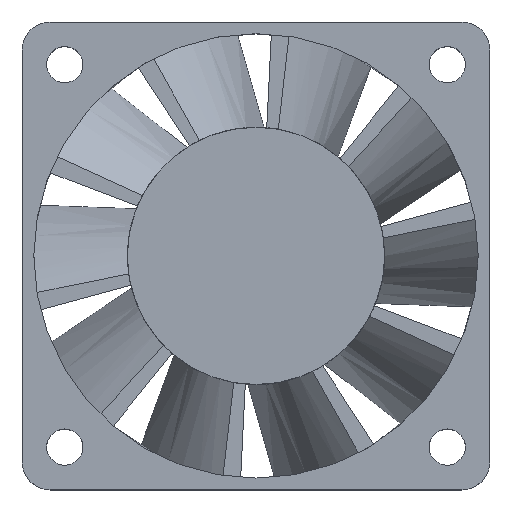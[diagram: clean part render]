
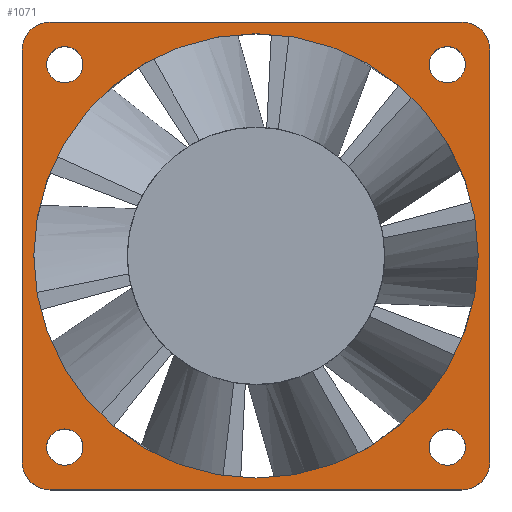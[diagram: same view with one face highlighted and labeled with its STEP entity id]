
A CAD part, top view. The second image highlights one B-rep face of the part: STEP entity #1071.
In plain terms, the highlighted planar face has unit normal (0, 0, 1).
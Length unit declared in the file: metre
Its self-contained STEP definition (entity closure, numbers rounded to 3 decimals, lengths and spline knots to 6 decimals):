
#95=CIRCLE('',#1136,0.0024);
#97=CIRCLE('',#1139,0.0024);
#99=CIRCLE('',#1143,0.0024);
#100=CIRCLE('',#1145,0.00155);
#102=CIRCLE('',#1148,0.00155);
#104=CIRCLE('',#1151,0.00155);
#124=CIRCLE('',#1172,0.019);
#127=CIRCLE('',#1176,0.0024);
#128=CIRCLE('',#1178,0.00155);
#248=ORIENTED_EDGE('',*,*,#484,.F.);
#249=ORIENTED_EDGE('',*,*,#487,.T.);
#250=ORIENTED_EDGE('',*,*,#464,.F.);
#251=ORIENTED_EDGE('',*,*,#490,.F.);
#252=ORIENTED_EDGE('',*,*,#493,.T.);
#253=ORIENTED_EDGE('',*,*,#495,.F.);
#254=ORIENTED_EDGE('',*,*,#468,.T.);
#255=ORIENTED_EDGE('',*,*,#541,.F.);
#256=ORIENTED_EDGE('',*,*,#538,.F.);
#257=ORIENTED_EDGE('',*,*,#500,.F.);
#258=ORIENTED_EDGE('',*,*,#498,.F.);
#259=ORIENTED_EDGE('',*,*,#496,.F.);
#260=ORIENTED_EDGE('',*,*,#542,.F.);
#464=EDGE_CURVE('',#620,#621,#728,.T.);
#468=EDGE_CURVE('',#625,#624,#732,.T.);
#484=EDGE_CURVE('',#636,#637,#740,.T.);
#487=EDGE_CURVE('',#636,#621,#95,.T.);
#490=EDGE_CURVE('',#639,#620,#97,.F.);
#493=EDGE_CURVE('',#639,#641,#745,.T.);
#495=EDGE_CURVE('',#625,#641,#99,.F.);
#496=EDGE_CURVE('',#642,#642,#100,.T.);
#498=EDGE_CURVE('',#644,#644,#102,.T.);
#500=EDGE_CURVE('',#646,#646,#104,.T.);
#538=EDGE_CURVE('',#684,#684,#124,.T.);
#541=EDGE_CURVE('',#637,#624,#127,.F.);
#542=EDGE_CURVE('',#686,#686,#128,.T.);
#620=VERTEX_POINT('',#1483);
#621=VERTEX_POINT('',#1485);
#624=VERTEX_POINT('',#1492);
#625=VERTEX_POINT('',#1494);
#636=VERTEX_POINT('',#1562);
#637=VERTEX_POINT('',#1564);
#639=VERTEX_POINT('',#1573);
#641=VERTEX_POINT('',#1579);
#642=VERTEX_POINT('',#1586);
#644=VERTEX_POINT('',#1591);
#646=VERTEX_POINT('',#1596);
#684=VERTEX_POINT('',#1745);
#686=VERTEX_POINT('',#1753);
#728=LINE('',#1484,#784);
#732=LINE('',#1493,#788);
#740=LINE('',#1563,#796);
#745=LINE('',#1580,#801);
#784=VECTOR('',#1229,1.);
#788=VECTOR('',#1235,1.);
#796=VECTOR('',#1257,1.);
#801=VECTOR('',#1276,1.);
#870=EDGE_LOOP('',(#248,#249,#250,#251,#252,#253,#254,#255));
#871=EDGE_LOOP('',(#256));
#872=EDGE_LOOP('',(#257));
#873=EDGE_LOOP('',(#258));
#874=EDGE_LOOP('',(#259));
#875=EDGE_LOOP('',(#260));
#964=FACE_BOUND('',#870,.T.);
#965=FACE_BOUND('',#871,.T.);
#966=FACE_BOUND('',#872,.T.);
#967=FACE_BOUND('',#873,.T.);
#968=FACE_BOUND('',#874,.T.);
#969=FACE_BOUND('',#875,.T.);
#1032=PLANE('',#1180);
#1071=ADVANCED_FACE('',(#964,#965,#966,#967,#968,#969),#1032,.T.);
#1136=AXIS2_PLACEMENT_3D('',#1568,#1263,#1264);
#1139=AXIS2_PLACEMENT_3D('',#1574,#1270,#1271);
#1143=AXIS2_PLACEMENT_3D('',#1583,#1281,#1282);
#1145=AXIS2_PLACEMENT_3D('',#1585,#1285,#1286);
#1148=AXIS2_PLACEMENT_3D('',#1590,#1291,#1292);
#1151=AXIS2_PLACEMENT_3D('',#1595,#1297,#1298);
#1172=AXIS2_PLACEMENT_3D('',#1744,#1339,#1340);
#1176=AXIS2_PLACEMENT_3D('',#1750,#1347,#1348);
#1178=AXIS2_PLACEMENT_3D('',#1752,#1351,#1352);
#1180=AXIS2_PLACEMENT_3D('',#1756,#1355,#1356);
#1229=DIRECTION('',(1.,0.,0.));
#1235=DIRECTION('',(1.,0.,0.));
#1257=DIRECTION('',(0.,-1.,0.));
#1263=DIRECTION('',(0.,0.,1.));
#1264=DIRECTION('',(1.,0.,0.));
#1270=DIRECTION('',(0.,0.,1.));
#1271=DIRECTION('',(1.,0.,0.));
#1276=DIRECTION('',(0.,-1.,0.));
#1281=DIRECTION('',(0.,0.,1.));
#1282=DIRECTION('',(1.,0.,0.));
#1285=DIRECTION('',(0.,0.,1.));
#1286=DIRECTION('',(1.,0.,0.));
#1291=DIRECTION('',(0.,0.,1.));
#1292=DIRECTION('',(1.,0.,0.));
#1297=DIRECTION('',(0.,0.,1.));
#1298=DIRECTION('',(1.,0.,0.));
#1339=DIRECTION('',(0.,0.,1.));
#1340=DIRECTION('',(1.,0.,0.));
#1347=DIRECTION('',(0.,0.,1.));
#1348=DIRECTION('',(1.,0.,0.));
#1351=DIRECTION('',(0.,0.,1.));
#1352=DIRECTION('',(1.,0.,0.));
#1355=DIRECTION('',(0.,0.,1.));
#1356=DIRECTION('',(1.,0.,0.));
#1483=CARTESIAN_POINT('',(-0.0176,0.02,0.011));
#1484=CARTESIAN_POINT('',(0.,0.02,0.011));
#1485=CARTESIAN_POINT('',(0.0176,0.02,0.011));
#1492=CARTESIAN_POINT('',(0.0176,-0.02,0.011));
#1493=CARTESIAN_POINT('',(0.,-0.02,0.011));
#1494=CARTESIAN_POINT('',(-0.0176,-0.02,0.011));
#1562=CARTESIAN_POINT('',(0.02,0.0176,0.011));
#1563=CARTESIAN_POINT('',(0.02,0.,0.011));
#1564=CARTESIAN_POINT('',(0.02,-0.0176,0.011));
#1568=CARTESIAN_POINT('',(0.0176,0.0176,0.011));
#1573=CARTESIAN_POINT('',(-0.02,0.0176,0.011));
#1574=CARTESIAN_POINT('',(-0.0176,0.0176,0.011));
#1579=CARTESIAN_POINT('',(-0.02,-0.0176,0.011));
#1580=CARTESIAN_POINT('',(-0.02,0.,0.011));
#1583=CARTESIAN_POINT('',(-0.0176,-0.0176,0.011));
#1585=CARTESIAN_POINT('',(0.01635,-0.01635,0.011));
#1586=CARTESIAN_POINT('',(0.0179,-0.01635,0.011));
#1590=CARTESIAN_POINT('',(-0.01635,-0.01635,0.011));
#1591=CARTESIAN_POINT('',(-0.0148,-0.01635,0.011));
#1595=CARTESIAN_POINT('',(-0.01635,0.01635,0.011));
#1596=CARTESIAN_POINT('',(-0.0148,0.01635,0.011));
#1744=CARTESIAN_POINT('',(0.,0.,0.011));
#1745=CARTESIAN_POINT('',(0.019,0.,0.011));
#1750=CARTESIAN_POINT('',(0.0176,-0.0176,0.011));
#1752=CARTESIAN_POINT('',(0.01635,0.01635,0.011));
#1753=CARTESIAN_POINT('',(0.0179,0.01635,0.011));
#1756=CARTESIAN_POINT('',(0.,0.,0.011));
